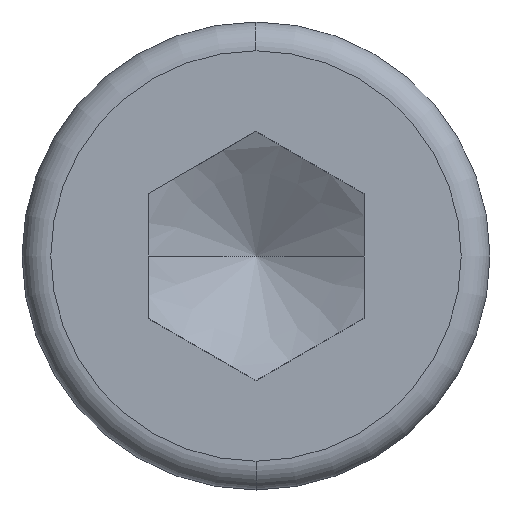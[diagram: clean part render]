
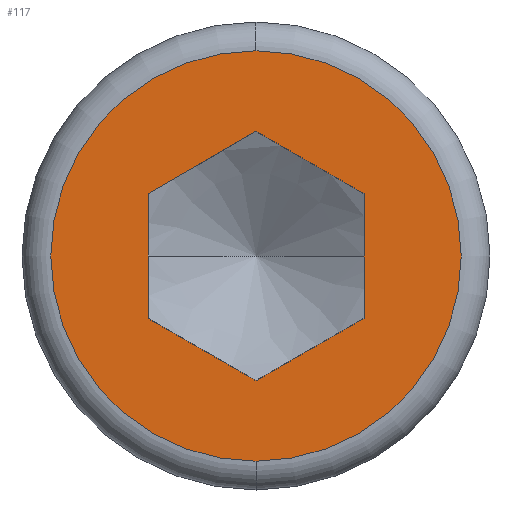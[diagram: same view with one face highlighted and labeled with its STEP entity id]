
A CAD part, left-side view. The second image highlights one B-rep face of the part: STEP entity #117.
In plain terms, the highlighted planar face has unit normal (-1, 0, 0).
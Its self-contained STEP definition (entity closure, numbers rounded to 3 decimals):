
#12 = CIRCLE ( 'NONE', #220, 5.7 ) ;
#20 = VECTOR ( 'NONE', #590, 1000. ) ;
#30 = CARTESIAN_POINT ( 'NONE',  ( -8., 0., 5.7 ) ) ;
#35 = EDGE_LOOP ( 'NONE', ( #533, #315, #344, #545, #257, #563 ) ) ;
#51 = EDGE_CURVE ( 'NONE', #170, #558, #332, .T. ) ;
#53 = VERTEX_POINT ( 'NONE', #429 ) ;
#59 = VERTEX_POINT ( 'NONE', #280 ) ;
#64 = DIRECTION ( 'NONE',  ( 0., 0.866, 0.5 ) ) ;
#81 = AXIS2_PLACEMENT_3D ( 'NONE', #457, #513, #552 ) ;
#89 = ORIENTED_EDGE ( 'NONE', *, *, #376, .F. ) ;
#101 = ORIENTED_EDGE ( 'NONE', *, *, #577, .F. ) ;
#110 = VERTEX_POINT ( 'NONE', #136 ) ;
#112 = DIRECTION ( 'NONE',  ( 1., 0., 0. ) ) ;
#117 = ADVANCED_FACE ( 'NONE', ( #538, #274 ), #605, .T. ) ;
#125 = EDGE_CURVE ( 'NONE', #440, #110, #639, .T. ) ;
#136 = CARTESIAN_POINT ( 'NONE',  ( -8., -3., -1.732 ) ) ;
#155 = DIRECTION ( 'NONE',  ( -1., 0., 0. ) ) ;
#170 = VERTEX_POINT ( 'NONE', #490 ) ;
#186 = LINE ( 'NONE', #641, #336 ) ;
#199 = CIRCLE ( 'NONE', #81, 5.7 ) ;
#204 = CARTESIAN_POINT ( 'NONE',  ( -8., 0., -5.7 ) ) ;
#220 = AXIS2_PLACEMENT_3D ( 'NONE', #557, #112, #454 ) ;
#221 = VECTOR ( 'NONE', #390, 1000. ) ;
#222 = CARTESIAN_POINT ( 'NONE',  ( -8., -2.25, 2.165 ) ) ;
#231 = CARTESIAN_POINT ( 'NONE',  ( -8., 0.75, 3.031 ) ) ;
#235 = EDGE_LOOP ( 'NONE', ( #89, #101 ) ) ;
#239 = DIRECTION ( 'NONE',  ( 0., 0.866, -0.5 ) ) ;
#257 = ORIENTED_EDGE ( 'NONE', *, *, #404, .T. ) ;
#265 = VECTOR ( 'NONE', #433, 1000. ) ;
#274 = FACE_BOUND ( 'NONE', #35, .T. ) ;
#278 = VERTEX_POINT ( 'NONE', #204 ) ;
#280 = CARTESIAN_POINT ( 'NONE',  ( -8., 3., -1.732 ) ) ;
#290 = CARTESIAN_POINT ( 'NONE',  ( -8., 3., 0.866 ) ) ;
#314 = LINE ( 'NONE', #415, #574 ) ;
#315 = ORIENTED_EDGE ( 'NONE', *, *, #51, .T. ) ;
#332 = LINE ( 'NONE', #231, #474 ) ;
#336 = VECTOR ( 'NONE', #239, 1000. ) ;
#344 = ORIENTED_EDGE ( 'NONE', *, *, #472, .T. ) ;
#345 = AXIS2_PLACEMENT_3D ( 'NONE', #544, #155, #402 ) ;
#374 = LINE ( 'NONE', #290, #221 ) ;
#375 = DIRECTION ( 'NONE',  ( 0., -0.866, 0.5 ) ) ;
#376 = EDGE_CURVE ( 'NONE', #278, #396, #12, .T. ) ;
#385 = EDGE_CURVE ( 'NONE', #53, #59, #314, .T. ) ;
#390 = DIRECTION ( 'NONE',  ( 0., 0., 1. ) ) ;
#396 = VERTEX_POINT ( 'NONE', #30 ) ;
#402 = DIRECTION ( 'NONE',  ( 0., 0., 1. ) ) ;
#404 = EDGE_CURVE ( 'NONE', #110, #53, #186, .T. ) ;
#415 = CARTESIAN_POINT ( 'NONE',  ( -8., 2.25, -2.165 ) ) ;
#429 = CARTESIAN_POINT ( 'NONE',  ( -8., 0., -3.464 ) ) ;
#433 = DIRECTION ( 'NONE',  ( 0., 0., -1. ) ) ;
#439 = CARTESIAN_POINT ( 'NONE',  ( -8., -3., -0.866 ) ) ;
#440 = VERTEX_POINT ( 'NONE', #624 ) ;
#454 = DIRECTION ( 'NONE',  ( 0., -1., 0. ) ) ;
#457 = CARTESIAN_POINT ( 'NONE',  ( -8., 0., 0. ) ) ;
#472 = EDGE_CURVE ( 'NONE', #558, #440, #539, .T. ) ;
#474 = VECTOR ( 'NONE', #375, 1000. ) ;
#490 = CARTESIAN_POINT ( 'NONE',  ( -8., 3., 1.732 ) ) ;
#493 = EDGE_CURVE ( 'NONE', #59, #170, #374, .T. ) ;
#513 = DIRECTION ( 'NONE',  ( 1., 0., 0. ) ) ;
#533 = ORIENTED_EDGE ( 'NONE', *, *, #493, .T. ) ;
#538 = FACE_OUTER_BOUND ( 'NONE', #235, .T. ) ;
#539 = LINE ( 'NONE', #222, #20 ) ;
#544 = CARTESIAN_POINT ( 'NONE',  ( -8., 4.982, 0. ) ) ;
#545 = ORIENTED_EDGE ( 'NONE', *, *, #125, .T. ) ;
#546 = CARTESIAN_POINT ( 'NONE',  ( -8., 0., 3.464 ) ) ;
#552 = DIRECTION ( 'NONE',  ( 0., -1., 0. ) ) ;
#557 = CARTESIAN_POINT ( 'NONE',  ( -8., 0., 0. ) ) ;
#558 = VERTEX_POINT ( 'NONE', #546 ) ;
#563 = ORIENTED_EDGE ( 'NONE', *, *, #385, .T. ) ;
#574 = VECTOR ( 'NONE', #64, 1000. ) ;
#577 = EDGE_CURVE ( 'NONE', #396, #278, #199, .T. ) ;
#590 = DIRECTION ( 'NONE',  ( 0., -0.866, -0.5 ) ) ;
#605 = PLANE ( 'NONE',  #345 ) ;
#624 = CARTESIAN_POINT ( 'NONE',  ( -8., -3., 1.732 ) ) ;
#639 = LINE ( 'NONE', #439, #265 ) ;
#641 = CARTESIAN_POINT ( 'NONE',  ( -8., -0.75, -3.031 ) ) ;
